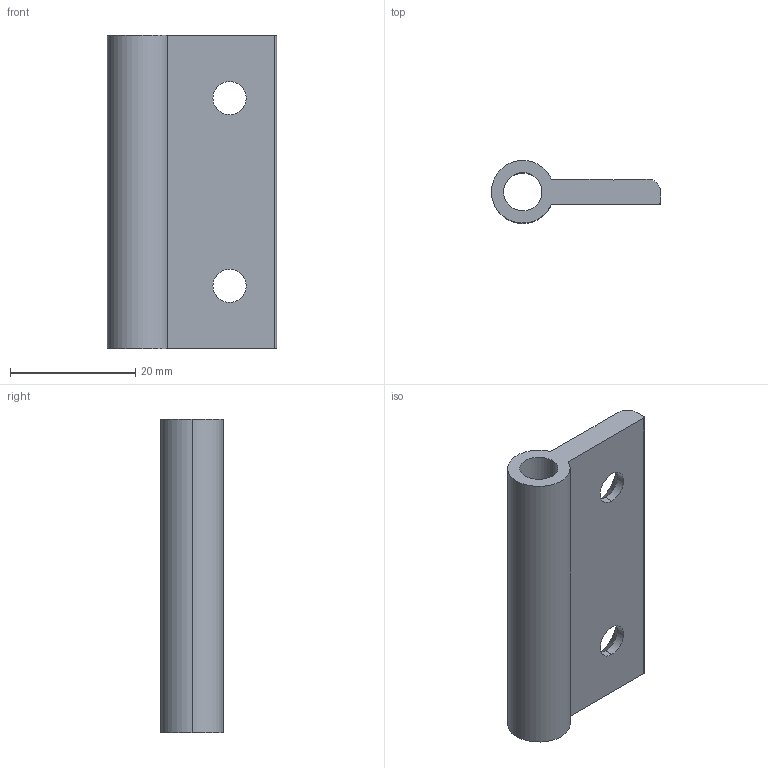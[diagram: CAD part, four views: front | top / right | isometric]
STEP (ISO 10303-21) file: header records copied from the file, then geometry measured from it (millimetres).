
FILE_DESCRIPTION (( 'STEP AP203' ), '1' );
FILE_NAME ('202600015_c_1.STEP', '2022-07-25T16:43:27', ( '' ), ( '' ), 'SwSTEP 2.0', 'SolidWorks 2014', '' );
FILE_SCHEMA (( 'CONFIG_CONTROL_DESIGN' ));
Length unit declared in the file: millimetre
Products named in the file (1): 202600015_c_1
Bounding box: 27 x 9.99 x 50 mm (x, y, z)
Volume: 5528.5 mm3; surface area: 4466.5 mm2
Topology: 1 solids, 1 shells, 26 faces, 70 edges, 44 vertices
Faces by surface type: plane 12, cylinder 10, cone 4
Entity records: 911 total; most frequent: CARTESIAN_POINT 165, DIRECTION 140, ORIENTED_EDGE 140, EDGE_CURVE 70, AXIS2_PLACEMENT_3D 51, VERTEX_POINT 44, LINE 38, VECTOR 38
